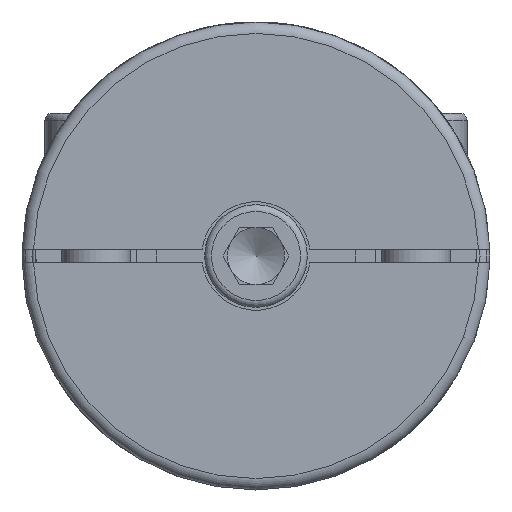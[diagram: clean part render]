
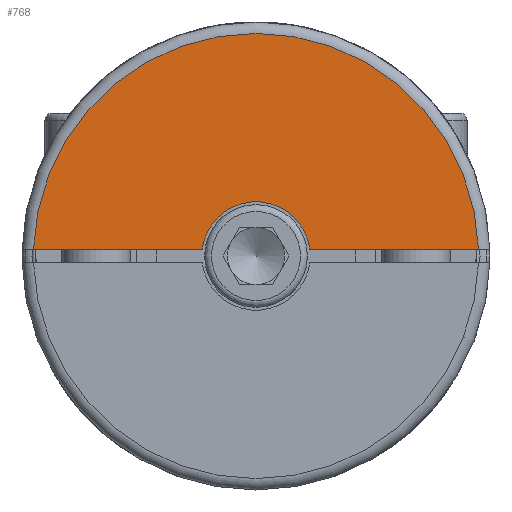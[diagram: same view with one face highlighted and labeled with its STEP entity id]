
A CAD part, left-side view. The second image highlights one B-rep face of the part: STEP entity #768.
In plain terms, the highlighted planar face has unit normal (-1, 0, 0).
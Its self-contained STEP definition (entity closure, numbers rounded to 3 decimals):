
#768 = ADVANCED_FACE( '', ( #1740 ), #1741, .F. );
#1740 = FACE_OUTER_BOUND( '', #2812, .T. );
#1741 = PLANE( '', #2813 );
#2812 = EDGE_LOOP( '', ( #4686, #4687, #4688, #4689 ) );
#2813 = AXIS2_PLACEMENT_3D( '', #4690, #4691, #4692 );
#4686 = ORIENTED_EDGE( '', *, *, #5596, .F. );
#4687 = ORIENTED_EDGE( '', *, *, #5378, .T. );
#4688 = ORIENTED_EDGE( '', *, *, #5735, .F. );
#4689 = ORIENTED_EDGE( '', *, *, #5790, .F. );
#4690 = CARTESIAN_POINT( '', ( 0., 0., 8.5 ) );
#4691 = DIRECTION( '', ( 1., 0., 0. ) );
#4692 = DIRECTION( '', ( 0., 1., 0. ) );
#5378 = EDGE_CURVE( '', #6289, #6293, #6295, .T. );
#5596 = EDGE_CURVE( '', #6289, #6617, #6618, .T. );
#5735 = EDGE_CURVE( '', #6806, #6293, #6808, .T. );
#5790 = EDGE_CURVE( '', #6617, #6806, #6873, .T. );
#6289 = VERTEX_POINT( '', #7835 );
#6293 = VERTEX_POINT( '', #7840 );
#6295 = CIRCLE( '', #7843, 9.5 );
#6617 = VERTEX_POINT( '', #8678 );
#6618 = LINE( '', #8679, #8680 );
#6806 = VERTEX_POINT( '', #9149 );
#6808 = LINE( '', #9164, #9165 );
#6873 = CIRCLE( '', #9240, 39. );
#7835 = CARTESIAN_POINT( '', ( 0., 9.424, 1.2 ) );
#7840 = CARTESIAN_POINT( '', ( 0., -9.424, 1.2 ) );
#7843 = AXIS2_PLACEMENT_3D( '', #9726, #9727, #9728 );
#8678 = CARTESIAN_POINT( '', ( 0., 38.982, 1.2 ) );
#8679 = CARTESIAN_POINT( '', ( 0., 0., 1.2 ) );
#8680 = VECTOR( '', #9991, 1000. );
#9149 = CARTESIAN_POINT( '', ( 0., -38.982, 1.2 ) );
#9164 = CARTESIAN_POINT( '', ( 0., 0., 1.2 ) );
#9165 = VECTOR( '', #10159, 1000. );
#9240 = AXIS2_PLACEMENT_3D( '', #10209, #10210, #10211 );
#9726 = CARTESIAN_POINT( '', ( 0., 0., 0. ) );
#9727 = DIRECTION( '', ( 1., 0., 0. ) );
#9728 = DIRECTION( '', ( 0., 1., 0. ) );
#9991 = DIRECTION( '', ( 0., 1., 0. ) );
#10159 = DIRECTION( '', ( 0., 1., 0. ) );
#10209 = CARTESIAN_POINT( '', ( 0., 0., 0. ) );
#10210 = DIRECTION( '', ( 1., 0., 0. ) );
#10211 = DIRECTION( '', ( 0., 0., 1. ) );
